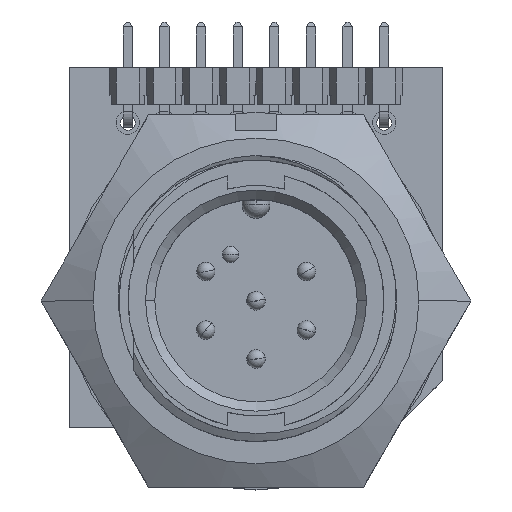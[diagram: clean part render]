
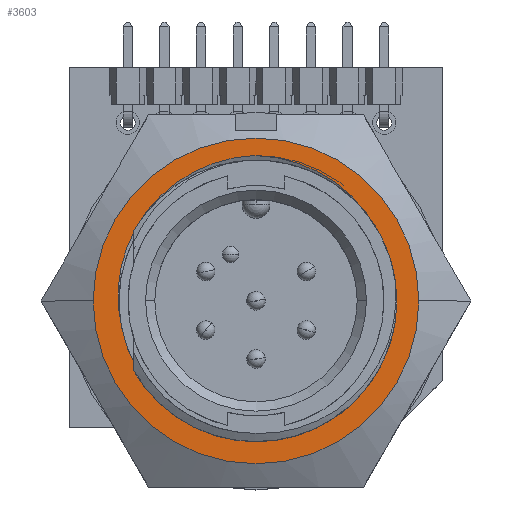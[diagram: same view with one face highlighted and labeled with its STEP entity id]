
A CAD part, top view. The second image highlights one B-rep face of the part: STEP entity #3603.
In plain terms, the highlighted planar face has unit normal (0, 0, 1).
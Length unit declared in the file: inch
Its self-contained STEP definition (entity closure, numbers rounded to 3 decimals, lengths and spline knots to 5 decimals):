
#846 = CARTESIAN_POINT ( 'NONE',  ( 0.28463, 0.09675, -0.35411 ) ) ;
#905 = B_SPLINE_CURVE_WITH_KNOTS ( 'NONE', 3,
 ( #9299, #11621, #21097, #26181, #11405, #28635, #1589, #6557, #18442, #4059, #30635, #23453, #20884, #18538, #6451, #8871, #25875, #4785, #19369, #31373 ),
 .UNSPECIFIED., .F., .F.,
 ( 4, 2, 2, 2, 2, 2, 2, 2, 2, 4 ),
 ( 0., 0.00086, 0.00171, 0.00343, 0.00514, 0.00685, 0.00856, 0.01028, 0.01199, 0.0137 ),
 .UNSPECIFIED. ) ;
#959 = CARTESIAN_POINT ( 'NONE',  ( 0., 0., -0.35411 ) ) ;
#1164 = CARTESIAN_POINT ( 'NONE',  ( 0., 0.3125, -0.35411 ) ) ;
#1589 = CARTESIAN_POINT ( 'NONE',  ( -0.2943, 0.05346, -0.35411 ) ) ;
#2400 = CARTESIAN_POINT ( 'NONE',  ( 0., 0.3125, -0.35411 ) ) ;
#2568 = CIRCLE ( 'NONE', #22083, 0.35 ) ;
#3277 = ORIENTED_EDGE ( 'NONE', *, *, #26829, .F. ) ;
#3603 = ADVANCED_FACE ( 'NONE', ( #28160, #9252 ), #25070, .F. ) ;
#3705 = CARTESIAN_POINT ( 'NONE',  ( -0.35, 0., -0.35411 ) ) ;
#4059 = CARTESIAN_POINT ( 'NONE',  ( -0.25809, 0.15867, -0.35411 ) ) ;
#4407 = CARTESIAN_POINT ( 'NONE',  ( 0.35, 0., -0.35411 ) ) ;
#4785 = CARTESIAN_POINT ( 'NONE',  ( -0.04496, 0.30862, -0.35411 ) ) ;
#5810 = CARTESIAN_POINT ( 'NONE',  ( 0.29654, -0.01383, -0.35411 ) ) ;
#5921 = CARTESIAN_POINT ( 'NONE',  ( 0.02246, 0.31119, -0.35411 ) ) ;
#6223 = VERTEX_POINT ( 'NONE', #7503 ) ;
#6451 = CARTESIAN_POINT ( 'NONE',  ( -0.14941, 0.26946, -0.35411 ) ) ;
#6481 = ORIENTED_EDGE ( 'NONE', *, *, #7332, .F. ) ;
#6557 = CARTESIAN_POINT ( 'NONE',  ( -0.28445, 0.09743, -0.35411 ) ) ;
#7332 = EDGE_CURVE ( 'NONE', #6223, #22658, #16170, .T. ) ;
#7503 = CARTESIAN_POINT ( 'NONE',  ( -0.28876, -0.05788, -0.35411 ) ) ;
#7828 = ORIENTED_EDGE ( 'NONE', *, *, #26753, .T. ) ;
#7915 = CARTESIAN_POINT ( 'NONE',  ( 0.08828, 0.29757, -0.35411 ) ) ;
#8016 = CARTESIAN_POINT ( 'NONE',  ( 0.16807, 0.25734, -0.35411 ) ) ;
#8116 = CARTESIAN_POINT ( 'NONE',  ( 0.27742, 0.11786, -0.35411 ) ) ;
#8322 = CARTESIAN_POINT ( 'NONE',  ( 0.29673, 0.03074, -0.35411 ) ) ;
#8741 = EDGE_CURVE ( 'NONE', #13018, #22658, #11575, .T. ) ;
#8758 = EDGE_CURVE ( 'NONE', #18211, #29538, #2568, .T. ) ;
#8871 = CARTESIAN_POINT ( 'NONE',  ( -0.10971, 0.28953, -0.35411 ) ) ;
#9197 = EDGE_LOOP ( 'NONE', ( #3277, #25182 ) ) ;
#9252 = FACE_OUTER_BOUND ( 'NONE', #9197, .T. ) ;
#9299 = CARTESIAN_POINT ( 'NONE',  ( -0.28876, -0.05788, -0.35411 ) ) ;
#10303 = CARTESIAN_POINT ( 'NONE',  ( 0., 0., -0.35411 ) ) ;
#10320 = AXIS2_PLACEMENT_3D ( 'NONE', #12137, #14563, #26397 ) ;
#10346 = CARTESIAN_POINT ( 'NONE',  ( 0.14943, 0.26947, -0.35411 ) ) ;
#10768 = CARTESIAN_POINT ( 'NONE',  ( 0.01126, 0.31215, -0.35411 ) ) ;
#11405 = CARTESIAN_POINT ( 'NONE',  ( -0.2966, -0.00224, -0.35411 ) ) ;
#11575 = B_SPLINE_CURVE_WITH_KNOTS ( 'NONE', 3,
 ( #1164, #10768, #5921, #22676, #25115, #7915, #22781, #10346, #8016, #29979, #22573, #24900, #13198, #8116, #846, #17804, #8322, #5810, #27559, #17708 ),
 .UNSPECIFIED., .F., .F.,
 ( 4, 2, 2, 2, 2, 2, 2, 2, 2, 4 ),
 ( 0., 0.00086, 0.00171, 0.00343, 0.00514, 0.00685, 0.00856, 0.01028, 0.01199, 0.0137 ),
 .UNSPECIFIED. ) ;
#11621 = CARTESIAN_POINT ( 'NONE',  ( -0.29136, -0.04691, -0.35411 ) ) ;
#12137 = CARTESIAN_POINT ( 'NONE',  ( 0., 0., -0.35411 ) ) ;
#12939 = DIRECTION ( 'NONE',  ( 0., 0., 1. ) ) ;
#13018 = VERTEX_POINT ( 'NONE', #2400 ) ;
#13092 = DIRECTION ( 'NONE',  ( 0., 0., -1. ) ) ;
#13198 = CARTESIAN_POINT ( 'NONE',  ( 0.25816, 0.15857, -0.35411 ) ) ;
#13359 = CARTESIAN_POINT ( 'NONE',  ( -0.23094, -0.4, -0.35411 ) ) ;
#14563 = DIRECTION ( 'NONE',  ( 0., 0., -1. ) ) ;
#16170 = CIRCLE ( 'NONE', #19367, 0.2945 ) ;
#17708 = CARTESIAN_POINT ( 'NONE',  ( 0.28876, -0.05788, -0.35411 ) ) ;
#17804 = CARTESIAN_POINT ( 'NONE',  ( 0.2943, 0.05334, -0.35411 ) ) ;
#18174 = DIRECTION ( 'NONE',  ( -1., 0., 0. ) ) ;
#18211 = VERTEX_POINT ( 'NONE', #4407 ) ;
#18442 = CARTESIAN_POINT ( 'NONE',  ( -0.27717, 0.11846, -0.35411 ) ) ;
#18538 = CARTESIAN_POINT ( 'NONE',  ( -0.16811, 0.25734, -0.35411 ) ) ;
#19367 = AXIS2_PLACEMENT_3D ( 'NONE', #10303, #12939, #29630 ) ;
#19369 = CARTESIAN_POINT ( 'NONE',  ( -0.02252, 0.3118, -0.35411 ) ) ;
#20022 = DIRECTION ( 'NONE',  ( -1., 0., 0. ) ) ;
#20399 = DIRECTION ( 'NONE',  ( 0., 0., -1. ) ) ;
#20440 = ORIENTED_EDGE ( 'NONE', *, *, #8741, .T. ) ;
#20884 = CARTESIAN_POINT ( 'NONE',  ( -0.20298, 0.22885, -0.35411 ) ) ;
#21097 = CARTESIAN_POINT ( 'NONE',  ( -0.29331, -0.03584, -0.35411 ) ) ;
#21864 = EDGE_LOOP ( 'NONE', ( #7828, #20440, #6481 ) ) ;
#22083 = AXIS2_PLACEMENT_3D ( 'NONE', #959, #13092, #20022 ) ;
#22573 = CARTESIAN_POINT ( 'NONE',  ( 0.21849, 0.2131, -0.35411 ) ) ;
#22619 = CARTESIAN_POINT ( 'NONE',  ( 0.28876, -0.05788, -0.35411 ) ) ;
#22640 = CIRCLE ( 'NONE', #10320, 0.35 ) ;
#22658 = VERTEX_POINT ( 'NONE', #22619 ) ;
#22676 = CARTESIAN_POINT ( 'NONE',  ( 0.04473, 0.30804, -0.35411 ) ) ;
#22781 = CARTESIAN_POINT ( 'NONE',  ( 0.1092, 0.28976, -0.35411 ) ) ;
#23453 = CARTESIAN_POINT ( 'NONE',  ( -0.21858, 0.21298, -0.35411 ) ) ;
#24900 = CARTESIAN_POINT ( 'NONE',  ( 0.24626, 0.1778, -0.35411 ) ) ;
#25070 = PLANE ( 'NONE',  #25127 ) ;
#25115 = CARTESIAN_POINT ( 'NONE',  ( 0.0558, 0.30585, -0.35411 ) ) ;
#25127 = AXIS2_PLACEMENT_3D ( 'NONE', #13359, #20399, #18174 ) ;
#25182 = ORIENTED_EDGE ( 'NONE', *, *, #8758, .F. ) ;
#25875 = CARTESIAN_POINT ( 'NONE',  ( -0.0885, 0.29751, -0.35411 ) ) ;
#26181 = CARTESIAN_POINT ( 'NONE',  ( -0.29594, -0.01351, -0.35411 ) ) ;
#26397 = DIRECTION ( 'NONE',  ( -1., 0., 0. ) ) ;
#26753 = EDGE_CURVE ( 'NONE', #6223, #13018, #905, .T. ) ;
#26829 = EDGE_CURVE ( 'NONE', #29538, #18211, #22640, .T. ) ;
#27559 = CARTESIAN_POINT ( 'NONE',  ( 0.29395, -0.03594, -0.35411 ) ) ;
#28160 = FACE_BOUND ( 'NONE', #21864, .T. ) ;
#28635 = CARTESIAN_POINT ( 'NONE',  ( -0.2967, 0.03127, -0.35411 ) ) ;
#29538 = VERTEX_POINT ( 'NONE', #3705 ) ;
#29630 = DIRECTION ( 'NONE',  ( 1., 0., 0. ) ) ;
#29979 = CARTESIAN_POINT ( 'NONE',  ( 0.20255, 0.22923, -0.35411 ) ) ;
#30635 = CARTESIAN_POINT ( 'NONE',  ( -0.24611, 0.178, -0.35411 ) ) ;
#31373 = CARTESIAN_POINT ( 'NONE',  ( 0., 0.3125, -0.35411 ) ) ;
